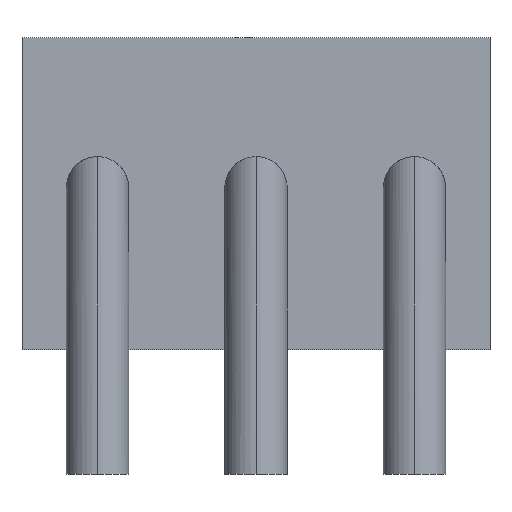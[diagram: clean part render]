
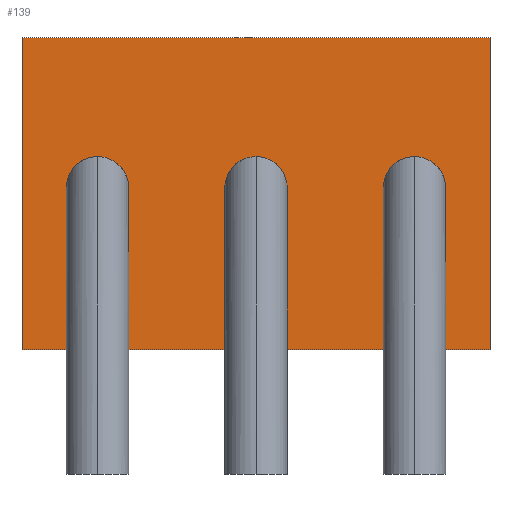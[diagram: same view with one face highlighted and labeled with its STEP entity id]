
A CAD part, left-side view. The second image highlights one B-rep face of the part: STEP entity #139.
In plain terms, the highlighted planar face has unit normal (-1, 0, 0).
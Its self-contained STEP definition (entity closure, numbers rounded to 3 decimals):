
#16 = AXIS2_PLACEMENT_3D ( 'NONE', #332, #333, #334 ) ;
#25 = CIRCLE ( 'NONE', #48, 0.5 ) ;
#41 = CIRCLE ( 'NONE', #16, 0.5 ) ;
#48 = AXIS2_PLACEMENT_3D ( 'NONE', #329, #330, #331 ) ;
#68 = LINE ( 'NONE', #811, #383 ) ;
#69 = LINE ( 'NONE', #802, #382 ) ;
#70 = LINE ( 'NONE', #810, #380 ) ;
#71 = LINE ( 'NONE', #818, #378 ) ;
#121 = EDGE_CURVE ( 'NONE', #534, #456, #25, .T. ) ;
#122 = EDGE_CURVE ( 'NONE', #543, #665, #41, .T. ) ;
#139 = ADVANCED_FACE ( 'NONE', ( #610, #507, #512, #499 ), #727, .F. ) ;
#146 = EDGE_CURVE ( 'NONE', #537, #440, #406, .T. ) ;
#180 = EDGE_CURVE ( 'NONE', #456, #534, #397, .T. ) ;
#182 = EDGE_CURVE ( 'NONE', #556, #496, #68, .T. ) ;
#184 = EDGE_CURVE ( 'NONE', #662, #556, #69, .T. ) ;
#185 = EDGE_CURVE ( 'NONE', #662, #626, #70, .T. ) ;
#186 = EDGE_CURVE ( 'NONE', #626, #496, #71, .T. ) ;
#189 = EDGE_CURVE ( 'NONE', #665, #543, #381, .T. ) ;
#190 = EDGE_CURVE ( 'NONE', #440, #537, #385, .T. ) ;
#329 = CARTESIAN_POINT ( 'NONE',  ( 0., -7.495, 2.592 ) ) ;
#330 = DIRECTION ( 'NONE',  ( -1., 0., 0. ) ) ;
#331 = DIRECTION ( 'NONE',  ( 0., -1., 0. ) ) ;
#332 = CARTESIAN_POINT ( 'NONE',  ( 0., -10.035, 2.592 ) ) ;
#333 = DIRECTION ( 'NONE',  ( -1., 0., 0. ) ) ;
#334 = DIRECTION ( 'NONE',  ( 0., -1., 0. ) ) ;
#376 = AXIS2_PLACEMENT_3D ( 'NONE', #819, #825, #824 ) ;
#377 = AXIS2_PLACEMENT_3D ( 'NONE', #808, #815, #817 ) ;
#378 = VECTOR ( 'NONE', #813, 1000. ) ;
#380 = VECTOR ( 'NONE', #812, 1000. ) ;
#381 = CIRCLE ( 'NONE', #377, 0.5 ) ;
#382 = VECTOR ( 'NONE', #809, 1000. ) ;
#383 = VECTOR ( 'NONE', #807, 1000. ) ;
#384 = AXIS2_PLACEMENT_3D ( 'NONE', #803, #804, #805 ) ;
#385 = CIRCLE ( 'NONE', #376, 0.5 ) ;
#397 = CIRCLE ( 'NONE', #384, 0.5 ) ;
#404 = AXIS2_PLACEMENT_3D ( 'NONE', #698, #697, #695 ) ;
#406 = CIRCLE ( 'NONE', #404, 0.5 ) ;
#420 = AXIS2_PLACEMENT_3D ( 'NONE', #726, #733, #718 ) ;
#430 = EDGE_LOOP ( 'NONE', ( #528, #525, #526, #524 ) ) ;
#440 = VERTEX_POINT ( 'NONE', #827 ) ;
#456 = VERTEX_POINT ( 'NONE', #837 ) ;
#490 = EDGE_LOOP ( 'NONE', ( #523, #519 ) ) ;
#496 = VERTEX_POINT ( 'NONE', #834 ) ;
#499 = FACE_BOUND ( 'NONE', #490, .T. ) ;
#507 = FACE_OUTER_BOUND ( 'NONE', #430, .T. ) ;
#512 = FACE_BOUND ( 'NONE', #676, .T. ) ;
#519 = ORIENTED_EDGE ( 'NONE', *, *, #146, .F. ) ;
#520 = ORIENTED_EDGE ( 'NONE', *, *, #122, .F. ) ;
#522 = ORIENTED_EDGE ( 'NONE', *, *, #189, .F. ) ;
#523 = ORIENTED_EDGE ( 'NONE', *, *, #190, .F. ) ;
#524 = ORIENTED_EDGE ( 'NONE', *, *, #185, .T. ) ;
#525 = ORIENTED_EDGE ( 'NONE', *, *, #182, .F. ) ;
#526 = ORIENTED_EDGE ( 'NONE', *, *, #184, .F. ) ;
#527 = ORIENTED_EDGE ( 'NONE', *, *, #121, .F. ) ;
#528 = ORIENTED_EDGE ( 'NONE', *, *, #186, .T. ) ;
#529 = ORIENTED_EDGE ( 'NONE', *, *, #180, .F. ) ;
#534 = VERTEX_POINT ( 'NONE', #846 ) ;
#537 = VERTEX_POINT ( 'NONE', #858 ) ;
#543 = VERTEX_POINT ( 'NONE', #856 ) ;
#556 = VERTEX_POINT ( 'NONE', #850 ) ;
#610 = FACE_BOUND ( 'NONE', #668, .T. ) ;
#626 = VERTEX_POINT ( 'NONE', #845 ) ;
#662 = VERTEX_POINT ( 'NONE', #859 ) ;
#665 = VERTEX_POINT ( 'NONE', #854 ) ;
#668 = EDGE_LOOP ( 'NONE', ( #529, #527 ) ) ;
#676 = EDGE_LOOP ( 'NONE', ( #522, #520 ) ) ;
#695 = DIRECTION ( 'NONE',  ( 0., 1., 0. ) ) ;
#697 = DIRECTION ( 'NONE',  ( -1., 0., 0. ) ) ;
#698 = CARTESIAN_POINT ( 'NONE',  ( 0., -12.575, 2.592 ) ) ;
#718 = DIRECTION ( 'NONE',  ( 0., 1., 0. ) ) ;
#726 = CARTESIAN_POINT ( 'NONE',  ( 0., -6.285, 5. ) ) ;
#727 = PLANE ( 'NONE',  #420 ) ;
#733 = DIRECTION ( 'NONE',  ( 1., 0., 0. ) ) ;
#802 = CARTESIAN_POINT ( 'NONE',  ( 0., -6.285, 5. ) ) ;
#803 = CARTESIAN_POINT ( 'NONE',  ( 0., -7.495, 2.592 ) ) ;
#804 = DIRECTION ( 'NONE',  ( -1., 0., 0. ) ) ;
#805 = DIRECTION ( 'NONE',  ( 0., -1., 0. ) ) ;
#807 = DIRECTION ( 'NONE',  ( 0., 0., -1. ) ) ;
#808 = CARTESIAN_POINT ( 'NONE',  ( 0., -10.035, 2.592 ) ) ;
#809 = DIRECTION ( 'NONE',  ( 0., -1., 0. ) ) ;
#810 = CARTESIAN_POINT ( 'NONE',  ( 0., -6.285, 5. ) ) ;
#811 = CARTESIAN_POINT ( 'NONE',  ( 0., -13.785, 5. ) ) ;
#812 = DIRECTION ( 'NONE',  ( 0., 0., -1. ) ) ;
#813 = DIRECTION ( 'NONE',  ( 0., -1., 0. ) ) ;
#815 = DIRECTION ( 'NONE',  ( -1., 0., 0. ) ) ;
#817 = DIRECTION ( 'NONE',  ( 0., -1., 0. ) ) ;
#818 = CARTESIAN_POINT ( 'NONE',  ( 0., -6.285, 0. ) ) ;
#819 = CARTESIAN_POINT ( 'NONE',  ( 0., -12.575, 2.592 ) ) ;
#824 = DIRECTION ( 'NONE',  ( 0., 1., 0. ) ) ;
#825 = DIRECTION ( 'NONE',  ( -1., 0., 0. ) ) ;
#827 = CARTESIAN_POINT ( 'NONE',  ( 0., -12.575, 2.092 ) ) ;
#834 = CARTESIAN_POINT ( 'NONE',  ( 0., -13.785, 0. ) ) ;
#837 = CARTESIAN_POINT ( 'NONE',  ( 0., -7.495, 2.092 ) ) ;
#845 = CARTESIAN_POINT ( 'NONE',  ( 0., -6.285, 0. ) ) ;
#846 = CARTESIAN_POINT ( 'NONE',  ( 0., -7.495, 3.092 ) ) ;
#850 = CARTESIAN_POINT ( 'NONE',  ( 0., -13.785, 5. ) ) ;
#854 = CARTESIAN_POINT ( 'NONE',  ( 0., -10.035, 2.092 ) ) ;
#856 = CARTESIAN_POINT ( 'NONE',  ( 0., -10.035, 3.092 ) ) ;
#858 = CARTESIAN_POINT ( 'NONE',  ( 0., -12.575, 3.092 ) ) ;
#859 = CARTESIAN_POINT ( 'NONE',  ( 0., -6.285, 5. ) ) ;
